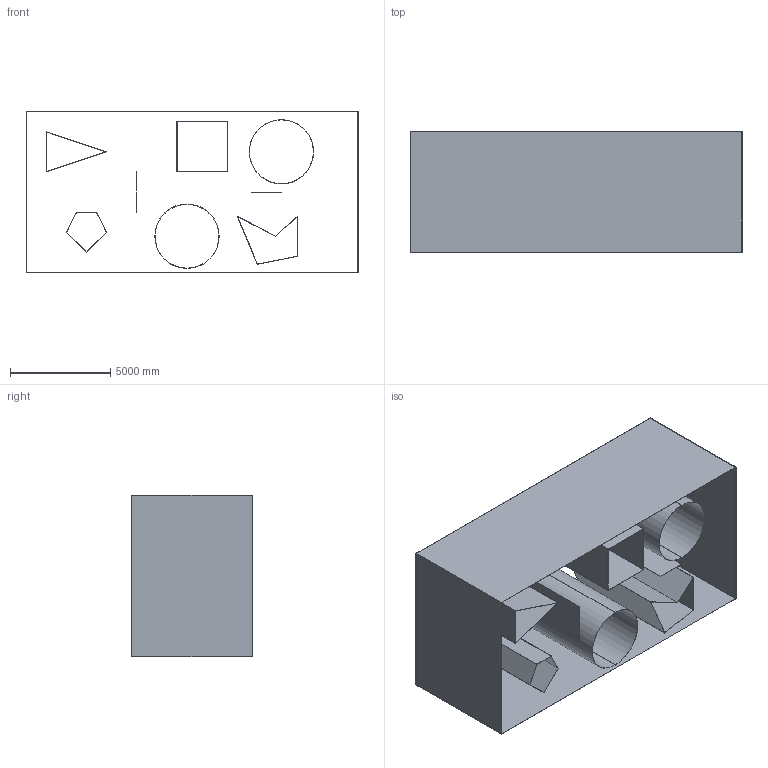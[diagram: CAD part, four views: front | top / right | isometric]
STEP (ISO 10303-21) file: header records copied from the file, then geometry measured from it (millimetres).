
FILE_DESCRIPTION (( 'STEP AP214' ), '1' );
FILE_NAME ('Obstacles.STEP', '2024-08-10T02:19:36', ( '' ), ( '' ), 'SwSTEP 2.0', 'SolidWorks 2020', '' );
FILE_SCHEMA (( 'AUTOMOTIVE_DESIGN' ));
Length unit declared in the file: millimetre
Products named in the file (1): Obstacles
Bounding box: 16520 x 6000 x 8020 mm (x, y, z)
Volume: 6905716716.3 mm3; surface area: 1383558568.4 mm2
Topology: 9 solids, 9 shells, 81 faces, 189 edges, 126 vertices
Faces by surface type: plane 73, cylinder 8
Entity records: 2417 total; most frequent: CARTESIAN_POINT 397, ORIENTED_EDGE 378, DIRECTION 369, EDGE_CURVE 189, VECTOR 173, LINE 173, VERTEX_POINT 126, AXIS2_PLACEMENT_3D 98
